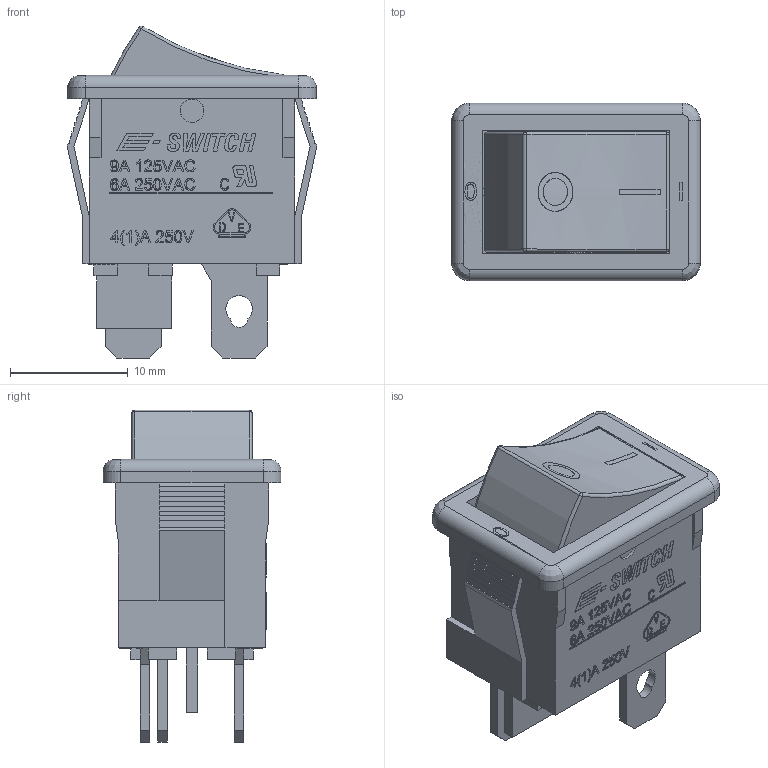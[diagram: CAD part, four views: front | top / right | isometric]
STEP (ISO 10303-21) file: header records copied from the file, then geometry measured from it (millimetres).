
FILE_DESCRIPTION((''),'2;1');
FILE_NAME('R1973AxxxxxxFFx.stp','2018-02-23T08:00:41',('mwilliams'),(''),'Autodesk Inventor 2012','Autodesk Inventor 2012','');
FILE_SCHEMA(('AUTOMOTIVE_DESIGN { 1 0 10303 214 1 1 1 1 }'));
Length unit declared in the file: millimetre
Products named in the file (1): R1973AxxxxxxFFx
Bounding box: 21.2 x 15.1 x 28.2 mm (x, y, z)
Volume: 2108.4 mm3; surface area: 4672.8 mm2
Topology: 1 solids, 1 shells, 912 faces, 2507 edges, 1647 vertices
Faces by surface type: plane 583, bspline 273, cylinder 46, torus 6, sphere 4
Full cylindrical faces by diameter (mm): 2 x4
Entity records: 32315 total; most frequent: CARTESIAN_POINT 10832, ORIENTED_EDGE 4998, DIRECTION 3360, EDGE_CURVE 2499, VECTOR 1844, LINE 1844, VERTEX_POINT 1643, EDGE_LOOP 1008
